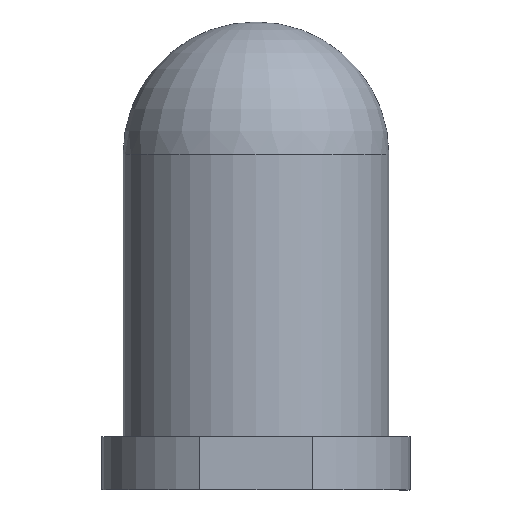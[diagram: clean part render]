
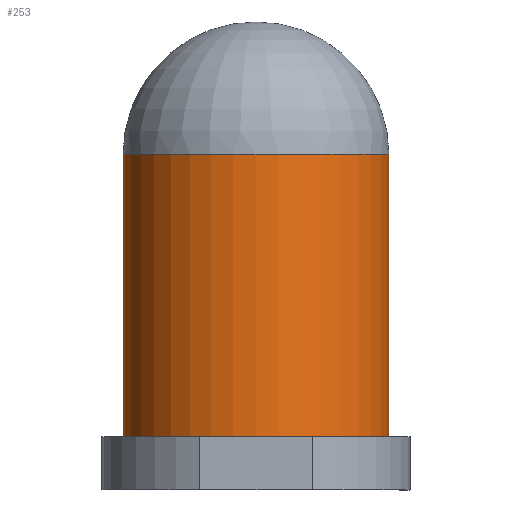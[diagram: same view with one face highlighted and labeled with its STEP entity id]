
A CAD part, left-side view. The second image highlights one B-rep face of the part: STEP entity #253.
In plain terms, the highlighted cylindrical face has radius 2.5 mm (diameter 5 mm), a partial arc.
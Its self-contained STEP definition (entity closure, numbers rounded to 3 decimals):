
#12 = CARTESIAN_POINT ( 'NONE',  ( 0., 2.5, 6.31 ) ) ;
#24 = AXIS2_PLACEMENT_3D ( 'NONE', #121, #150, #148 ) ;
#53 = ORIENTED_EDGE ( 'NONE', *, *, #169, .F. ) ;
#57 = DIRECTION ( 'NONE',  ( 0., 0., -1. ) ) ;
#60 = CARTESIAN_POINT ( 'NONE',  ( 0., 2.5, 8.8 ) ) ;
#63 = CARTESIAN_POINT ( 'NONE',  ( 0., 7.5, 6.31 ) ) ;
#83 = EDGE_CURVE ( 'NONE', #310, #96, #231, .T. ) ;
#85 = ORIENTED_EDGE ( 'NONE', *, *, #83, .T. ) ;
#96 = VERTEX_POINT ( 'NONE', #167 ) ;
#97 = ORIENTED_EDGE ( 'NONE', *, *, #278, .T. ) ;
#121 = CARTESIAN_POINT ( 'NONE',  ( 0., 5., 6.31 ) ) ;
#134 = VERTEX_POINT ( 'NONE', #12 ) ;
#146 = EDGE_LOOP ( 'NONE', ( #53, #296, #85, #97 ) ) ;
#148 = DIRECTION ( 'NONE',  ( 0., -1., 0. ) ) ;
#150 = DIRECTION ( 'NONE',  ( 0., 0., -1. ) ) ;
#154 = VERTEX_POINT ( 'NONE', #171 ) ;
#159 = FACE_OUTER_BOUND ( 'NONE', #146, .T. ) ;
#166 = VECTOR ( 'NONE', #57, 1000. ) ;
#167 = CARTESIAN_POINT ( 'NONE',  ( 0., 7.5, 1. ) ) ;
#169 = EDGE_CURVE ( 'NONE', #134, #154, #297, .T. ) ;
#171 = CARTESIAN_POINT ( 'NONE',  ( 0., 2.5, 1. ) ) ;
#191 = CIRCLE ( 'NONE', #24, 2.5 ) ;
#229 = DIRECTION ( 'NONE',  ( 0., 0., -1. ) ) ;
#230 = DIRECTION ( 'NONE',  ( 0., 0., 1. ) ) ;
#231 = LINE ( 'NONE', #326, #166 ) ;
#234 = CARTESIAN_POINT ( 'NONE',  ( 0., 5., 8.8 ) ) ;
#241 = VECTOR ( 'NONE', #277, 1000. ) ;
#253 = ADVANCED_FACE ( 'NONE', ( #159 ), #291, .T. ) ;
#262 = AXIS2_PLACEMENT_3D ( 'NONE', #281, #230, #330 ) ;
#265 = DIRECTION ( 'NONE',  ( 0., 1., 0. ) ) ;
#269 = AXIS2_PLACEMENT_3D ( 'NONE', #234, #229, #265 ) ;
#276 = CIRCLE ( 'NONE', #262, 2.5 ) ;
#277 = DIRECTION ( 'NONE',  ( 0., 0., -1. ) ) ;
#278 = EDGE_CURVE ( 'NONE', #96, #154, #276, .T. ) ;
#281 = CARTESIAN_POINT ( 'NONE',  ( 0., 5., 1. ) ) ;
#291 = CYLINDRICAL_SURFACE ( 'NONE', #269, 2.5 ) ;
#295 = EDGE_CURVE ( 'NONE', #134, #310, #191, .T. ) ;
#296 = ORIENTED_EDGE ( 'NONE', *, *, #295, .T. ) ;
#297 = LINE ( 'NONE', #60, #241 ) ;
#310 = VERTEX_POINT ( 'NONE', #63 ) ;
#326 = CARTESIAN_POINT ( 'NONE',  ( 0., 7.5, 8.8 ) ) ;
#330 = DIRECTION ( 'NONE',  ( 0., -1., 0. ) ) ;
